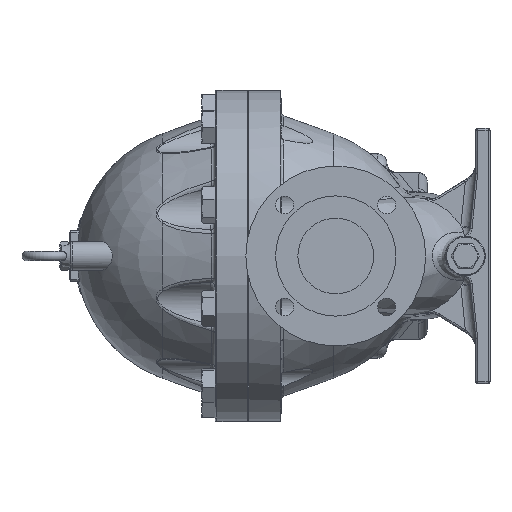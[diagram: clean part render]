
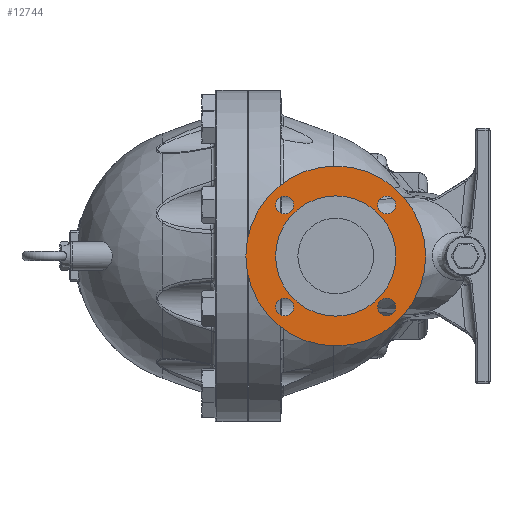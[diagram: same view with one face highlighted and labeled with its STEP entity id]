
A CAD part, left-side view. The second image highlights one B-rep face of the part: STEP entity #12744.
In plain terms, the highlighted planar face has unit normal (-1, 0, 0).
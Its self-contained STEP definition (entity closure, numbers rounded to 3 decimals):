
#2140=FACE_BOUND('',#3508,.T.);
#2141=FACE_BOUND('',#3509,.T.);
#2142=FACE_BOUND('',#3510,.T.);
#2143=FACE_BOUND('',#3511,.T.);
#2144=FACE_BOUND('',#3512,.T.);
#2619=FACE_OUTER_BOUND('',#3507,.T.);
#3507=EDGE_LOOP('',(#8541));
#3508=EDGE_LOOP('',(#8542));
#3509=EDGE_LOOP('',(#8543));
#3510=EDGE_LOOP('',(#8544));
#3511=EDGE_LOOP('',(#8545));
#3512=EDGE_LOOP('',(#8546));
#4534=CIRCLE('',#13610,9.5);
#4536=CIRCLE('',#13613,9.5);
#4538=CIRCLE('',#13616,9.5);
#4540=CIRCLE('',#13619,9.5);
#4554=CIRCLE('',#13644,95.);
#4555=CIRCLE('',#13646,63.5);
#5281=VERTEX_POINT('',#18844);
#5283=VERTEX_POINT('',#18849);
#5285=VERTEX_POINT('',#18854);
#5287=VERTEX_POINT('',#18859);
#5301=VERTEX_POINT('',#18898);
#5302=VERTEX_POINT('',#18901);
#6533=EDGE_CURVE('',#5281,#5281,#4534,.T.);
#6535=EDGE_CURVE('',#5283,#5283,#4536,.T.);
#6537=EDGE_CURVE('',#5285,#5285,#4538,.T.);
#6539=EDGE_CURVE('',#5287,#5287,#4540,.T.);
#6553=EDGE_CURVE('',#5301,#5301,#4554,.T.);
#6554=EDGE_CURVE('',#5302,#5302,#4555,.T.);
#8541=ORIENTED_EDGE('',*,*,#6553,.F.);
#8542=ORIENTED_EDGE('',*,*,#6533,.T.);
#8543=ORIENTED_EDGE('',*,*,#6535,.T.);
#8544=ORIENTED_EDGE('',*,*,#6537,.T.);
#8545=ORIENTED_EDGE('',*,*,#6539,.T.);
#8546=ORIENTED_EDGE('',*,*,#6554,.T.);
#12458=PLANE('',#13645);
#12744=ADVANCED_FACE('',(#2619,#2140,#2141,#2142,#2143,#2144),#12458,.F.);
#13610=AXIS2_PLACEMENT_3D('',#18845,#15175,#15176);
#13613=AXIS2_PLACEMENT_3D('',#18850,#15181,#15182);
#13616=AXIS2_PLACEMENT_3D('',#18855,#15187,#15188);
#13619=AXIS2_PLACEMENT_3D('',#18860,#15193,#15194);
#13644=AXIS2_PLACEMENT_3D('',#18899,#15243,#15244);
#13645=AXIS2_PLACEMENT_3D('',#18900,#15245,#15246);
#13646=AXIS2_PLACEMENT_3D('',#18902,#15247,#15248);
#15175=DIRECTION('center_axis',(1.,0.,0.));
#15176=DIRECTION('ref_axis',(0.,1.,0.));
#15181=DIRECTION('center_axis',(1.,0.,0.));
#15182=DIRECTION('ref_axis',(0.,0.,
-1.));
#15187=DIRECTION('center_axis',(1.,0.,0.));
#15188=DIRECTION('ref_axis',(0.,-1.,0.));
#15193=DIRECTION('center_axis',(1.,0.,0.));
#15194=DIRECTION('ref_axis',(0.,0.,1.));
#15243=DIRECTION('center_axis',(1.,0.,0.));
#15244=DIRECTION('ref_axis',(0.,1.,0.));
#15245=DIRECTION('center_axis',(1.,0.,0.));
#15246=DIRECTION('ref_axis',(0.,0.,-1.));
#15247=DIRECTION('center_axis',(1.,0.,0.));
#15248=DIRECTION('ref_axis',(0.,1.,0.));
#18844=CARTESIAN_POINT('',(-381.4,-155.382,-53.882));
#18845=CARTESIAN_POINT('Origin',(-381.4,-145.882,-53.882));
#18849=CARTESIAN_POINT('',(-381.4,-145.882,63.382));
#18850=CARTESIAN_POINT('Origin',(-381.4,-145.882,53.882));
#18854=CARTESIAN_POINT('',(-381.4,-28.618,53.882));
#18855=CARTESIAN_POINT('Origin',(-381.4,-38.118,53.882));
#18859=CARTESIAN_POINT('',(-381.4,-38.118,-63.382));
#18860=CARTESIAN_POINT('Origin',(-381.4,-38.118,-53.882));
#18898=CARTESIAN_POINT('',(-381.4,3.,0.));
#18899=CARTESIAN_POINT('Origin',(-381.4,-92.,0.));
#18900=CARTESIAN_POINT('Origin',(-381.4,-12.75,0.));
#18901=CARTESIAN_POINT('',(-381.4,-28.5,0.));
#18902=CARTESIAN_POINT('Origin',(-381.4,-92.,0.));
